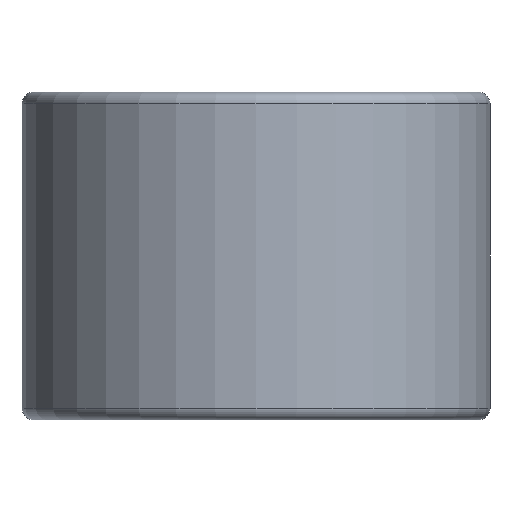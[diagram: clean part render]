
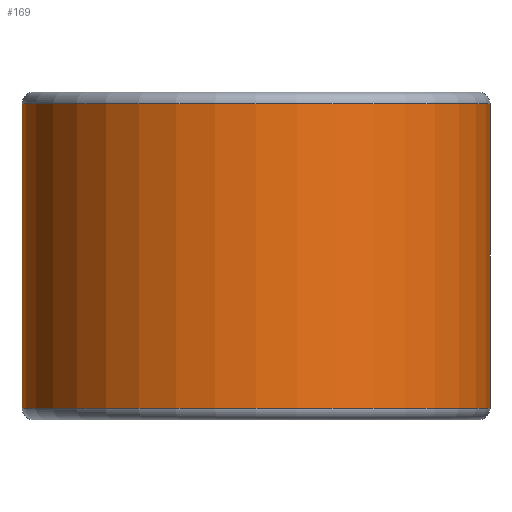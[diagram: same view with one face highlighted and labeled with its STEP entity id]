
A CAD part, front view. The second image highlights one B-rep face of the part: STEP entity #169.
In plain terms, the highlighted cylindrical face has radius 5 mm (diameter 10 mm), a partial arc.
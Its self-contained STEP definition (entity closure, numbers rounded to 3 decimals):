
#4 = EDGE_CURVE ( 'NONE', #181, #130, #226, .T. ) ;
#24 = DIRECTION ( 'NONE',  ( 0., 0., -1. ) ) ;
#34 = CIRCLE ( 'NONE', #41, 5. ) ;
#41 = AXIS2_PLACEMENT_3D ( 'NONE', #106, #74, #207 ) ;
#46 = ORIENTED_EDGE ( 'NONE', *, *, #4, .T. ) ;
#51 = DIRECTION ( 'NONE',  ( 0., 0., -1. ) ) ;
#54 = VECTOR ( 'NONE', #51, 1000. ) ;
#68 = VECTOR ( 'NONE', #174, 1000. ) ;
#74 = DIRECTION ( 'NONE',  ( 0., 0., 1. ) ) ;
#76 = CARTESIAN_POINT ( 'NONE',  ( 0., 0., 6.75 ) ) ;
#94 = CYLINDRICAL_SURFACE ( 'NONE', #231, 5. ) ;
#96 = DIRECTION ( 'NONE',  ( -1., 0., 0. ) ) ;
#106 = CARTESIAN_POINT ( 'NONE',  ( 0., 0., 0.25 ) ) ;
#130 = VERTEX_POINT ( 'NONE', #239 ) ;
#135 = ORIENTED_EDGE ( 'NONE', *, *, #248, .T. ) ;
#150 = CARTESIAN_POINT ( 'NONE',  ( 5., 0., 0.25 ) ) ;
#155 = CARTESIAN_POINT ( 'NONE',  ( 5., 0., 7. ) ) ;
#169 = ADVANCED_FACE ( 'NONE', ( #298 ), #94, .T. ) ;
#174 = DIRECTION ( 'NONE',  ( 0., 0., -1. ) ) ;
#181 = VERTEX_POINT ( 'NONE', #221 ) ;
#194 = DIRECTION ( 'NONE',  ( 0., 0., -1. ) ) ;
#207 = DIRECTION ( 'NONE',  ( 1., 0., 0. ) ) ;
#209 = CIRCLE ( 'NONE', #318, 5. ) ;
#221 = CARTESIAN_POINT ( 'NONE',  ( -5., 0., 6.75 ) ) ;
#226 = LINE ( 'NONE', #276, #54 ) ;
#231 = AXIS2_PLACEMENT_3D ( 'NONE', #299, #194, #96 ) ;
#239 = CARTESIAN_POINT ( 'NONE',  ( -5., 0., 0.25 ) ) ;
#246 = VERTEX_POINT ( 'NONE', #275 ) ;
#248 = EDGE_CURVE ( 'NONE', #246, #181, #209, .T. ) ;
#255 = ORIENTED_EDGE ( 'NONE', *, *, #272, .F. ) ;
#259 = DIRECTION ( 'NONE',  ( 1., 0., 0. ) ) ;
#263 = EDGE_LOOP ( 'NONE', ( #255, #135, #46, #283 ) ) ;
#272 = EDGE_CURVE ( 'NONE', #246, #302, #280, .T. ) ;
#275 = CARTESIAN_POINT ( 'NONE',  ( 5., 0., 6.75 ) ) ;
#276 = CARTESIAN_POINT ( 'NONE',  ( -5., 0., 7. ) ) ;
#280 = LINE ( 'NONE', #155, #68 ) ;
#283 = ORIENTED_EDGE ( 'NONE', *, *, #313, .T. ) ;
#298 = FACE_OUTER_BOUND ( 'NONE', #263, .T. ) ;
#299 = CARTESIAN_POINT ( 'NONE',  ( 0., 0., 7. ) ) ;
#302 = VERTEX_POINT ( 'NONE', #150 ) ;
#313 = EDGE_CURVE ( 'NONE', #130, #302, #34, .T. ) ;
#318 = AXIS2_PLACEMENT_3D ( 'NONE', #76, #24, #259 ) ;
